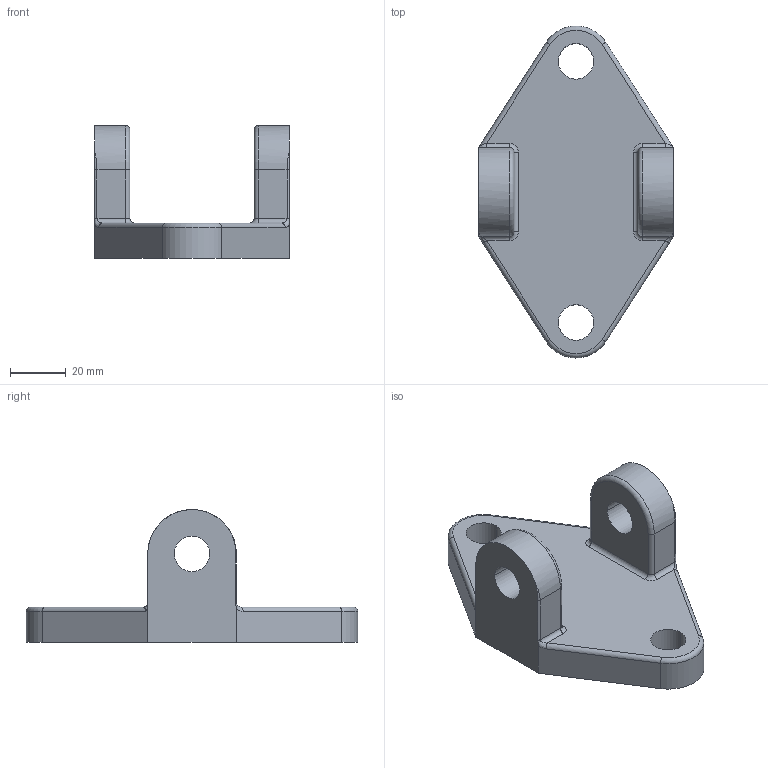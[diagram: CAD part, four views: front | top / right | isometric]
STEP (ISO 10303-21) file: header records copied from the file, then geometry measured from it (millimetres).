
FILE_DESCRIPTION(('CATIA V5 STEP Exchange'),'2;1');
FILE_NAME('BRACKET.stp','2026-01-26T16:02:06+00:00',('none'),('none'),'CATIA Version 5 Release 21 GA (IN-10)','CATIA V5 STEP AP203','none');
FILE_SCHEMA(('CONFIG_CONTROL_DESIGN'));
Length unit declared in the file: millimetre
Products named in the file (1): BRACKET
Bounding box: 69.85 x 118.97 x 47.62 mm (x, y, z)
Volume: 92983.5 mm3; surface area: 21499.6 mm2
Topology: 1 solids, 1 shells, 56 faces, 140 edges, 86 vertices
Faces by surface type: cylinder 28, plane 14, torus 8, bspline 6
Entity records: 2040 total; most frequent: CARTESIAN_POINT 743, ORIENTED_EDGE 280, DIRECTION 206, EDGE_CURVE 140, AXIS2_PLACEMENT_3D 101, VERTEX_POINT 86, VECTOR 64, EDGE_LOOP 64
